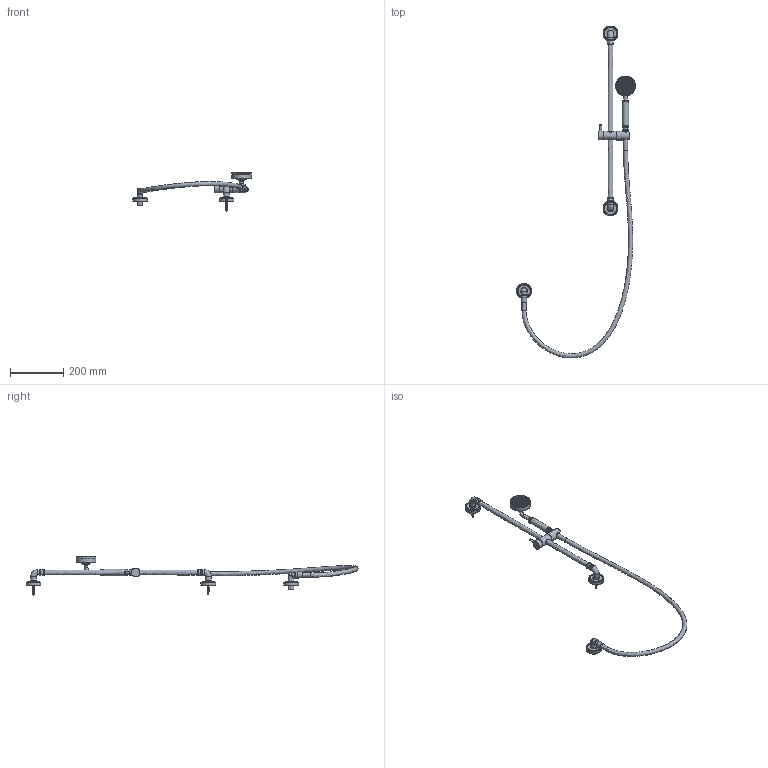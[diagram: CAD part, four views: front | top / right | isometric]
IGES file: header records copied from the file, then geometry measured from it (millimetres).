
Global section: file name: V770-KIT-F; native system: Autodesk Inventor 2018; preprocessor: unknown; author: rclarke; date: 20171003.150929; units: millimetre
Bounding box: 444.87 x 1243.4 x 142.82 mm (x, y, z)
Volume: 591838.6 mm3; surface area: 260718 mm2
Topology: 28 solids, 33 shells, 1583 faces, 4715 edges, 3422 vertices
Faces by surface type: bspline 1583
